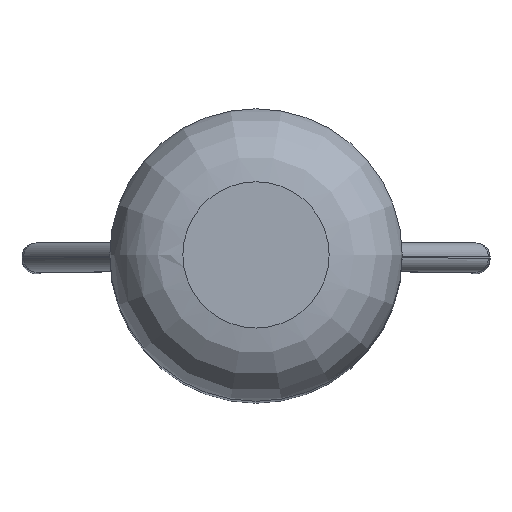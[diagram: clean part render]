
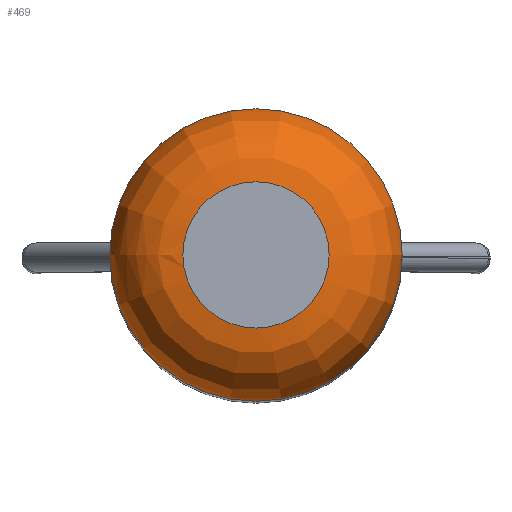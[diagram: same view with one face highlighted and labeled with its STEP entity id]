
A CAD part, top view. The second image highlights one B-rep face of the part: STEP entity #469.
In plain terms, the highlighted face is a revolution surface.
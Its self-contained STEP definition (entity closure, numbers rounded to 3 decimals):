
#26=DIRECTION('',(0.,0.,1.));
#30=VERTEX_POINT('',#31);
#31=CARTESIAN_POINT('',(0.25,0.,5.03));
#34=ORIENTED_EDGE('',*,*,#35,.F.);
#35=EDGE_CURVE('',#30,#30,#36,.T.);
#36=CIRCLE('',#37,0.5);
#37=AXIS2_PLACEMENT_3D('',#38,#26,#39);
#38=CARTESIAN_POINT('',(0.75,0.,5.03));
#39=DIRECTION('',(-1.,0.,0.));
#52=DIRECTION('',(0.,-1.,0.));
#53=DIRECTION('',(1.,0.,0.));
#467=AXIS1_PLACEMENT('',#468,#26);
#468=CARTESIAN_POINT('',(0.75,0.,5.28));
#469=ADVANCED_FACE('',(#470),#484,.F.);
#470=FACE_BOUND('',#471,.F.);
#471=EDGE_LOOP('',(#472,#478,#34,#483));
#472=ORIENTED_EDGE('',*,*,#473,.T.);
#473=EDGE_CURVE('',#474,#474,#476,.T.);
#474=VERTEX_POINT('',#475);
#475=CARTESIAN_POINT('',(0.5,0.,5.28));
#476=CIRCLE('',#477,0.25);
#477=AXIS2_PLACEMENT_3D('',#468,#26,#39);
#478=ORIENTED_EDGE('',*,*,#479,.T.);
#479=EDGE_CURVE('',#474,#30,#480,.T.);
#480=CIRCLE('',#481,0.25);
#481=AXIS2_PLACEMENT_3D('',#482,#52,#53);
#482=CARTESIAN_POINT('',(0.5,0.,5.03));
#483=ORIENTED_EDGE('',*,*,#479,.F.);
#484=SURFACE_OF_REVOLUTION('',#480,#467);
